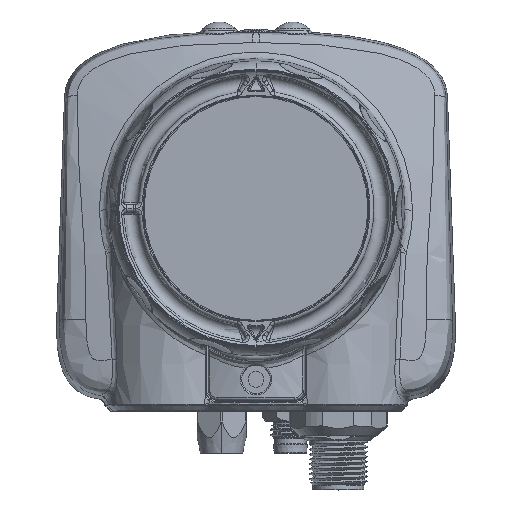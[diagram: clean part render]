
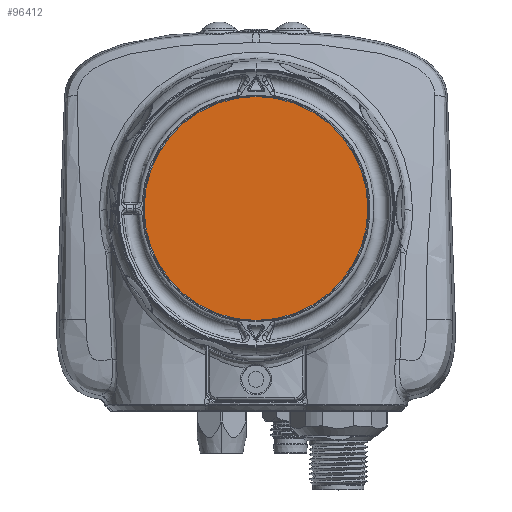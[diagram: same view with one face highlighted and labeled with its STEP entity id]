
A CAD part, top view. The second image highlights one B-rep face of the part: STEP entity #96412.
In plain terms, the highlighted planar face has unit normal (0, 0, 1).
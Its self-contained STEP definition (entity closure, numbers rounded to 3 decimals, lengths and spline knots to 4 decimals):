
#9808=CARTESIAN_POINT('',(0.,0.0492,1.4547));
#9809=DIRECTION('',(0.,0.,-1.));
#9810=DIRECTION('',(0.,1.,0.));
#9811=AXIS2_PLACEMENT_3D('',#9808,#9809,#9810);
#9813=CARTESIAN_POINT('',(0.,0.0492,1.4547));
#9814=DIRECTION('',(0.,0.,-1.));
#9815=DIRECTION('',(0.,-1.,0.));
#9816=AXIS2_PLACEMENT_3D('',#9813,#9814,#9815);
#81922=CARTESIAN_POINT('',(0.,0.9461,1.4547));
#81923=CARTESIAN_POINT('',(0.,-0.8477,1.4547));
#81924=VERTEX_POINT('',#81922);
#81925=VERTEX_POINT('',#81923);
#96403=CARTESIAN_POINT('',(0.,0.0492,1.4547));
#96404=DIRECTION('',(0.,0.,1.));
#96405=DIRECTION('',(0.,1.,0.));
#96406=AXIS2_PLACEMENT_3D('',#96403,#96404,#96405);
#96407=PLANE('',#96406);
#96408=ORIENTED_EDGE('',*,*,#96397,.T.);
#96409=ORIENTED_EDGE('',*,*,#96383,.T.);
#96410=EDGE_LOOP('',(#96408,#96409));
#96411=FACE_OUTER_BOUND('',#96410,.F.);
#96412=ADVANCED_FACE('',(#96411),#96407,.T.);
#9812=CIRCLE('',#9811,0.8969);
#9817=CIRCLE('',#9816,0.8969);
#96383=EDGE_CURVE('',#81925,#81924,#9817,.T.);
#96397=EDGE_CURVE('',#81924,#81925,#9812,.T.);
